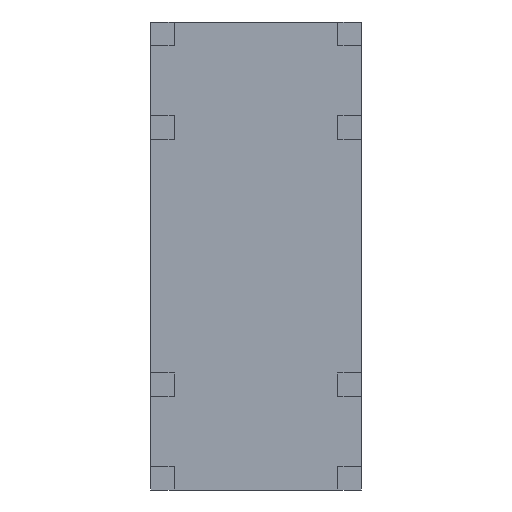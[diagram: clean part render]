
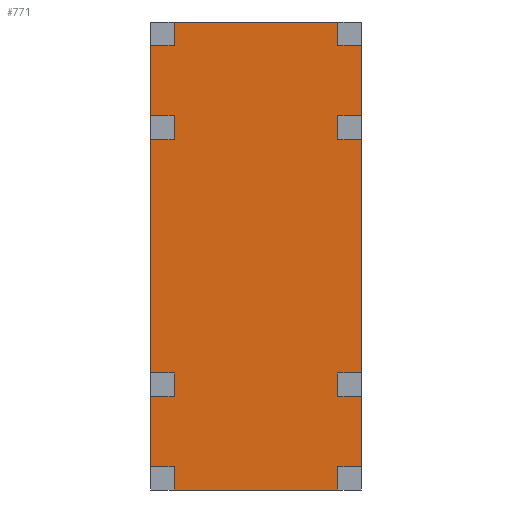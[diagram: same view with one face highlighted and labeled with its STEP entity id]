
A CAD part, front view. The second image highlights one B-rep face of the part: STEP entity #771.
In plain terms, the highlighted planar face has unit normal (0, -1, 0).
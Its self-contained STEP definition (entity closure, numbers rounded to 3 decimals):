
#45=FACE_OUTER_BOUND('',#83,.T.);
#83=EDGE_LOOP('',(#616,#617,#618,#619,#620,#621,#622,#623,#624,#625,#626,
#627,#628,#629,#630,#631,#632,#633,#634,#635,#636,#637,#638,#639,#640,#641,
#642,#643));
#93=LINE('',#1033,#201);
#97=LINE('',#1042,#205);
#103=LINE('',#1054,#211);
#107=LINE('',#1063,#215);
#109=LINE('',#1069,#217);
#113=LINE('',#1078,#221);
#119=LINE('',#1090,#227);
#123=LINE('',#1099,#231);
#125=LINE('',#1105,#233);
#129=LINE('',#1114,#237);
#135=LINE('',#1126,#243);
#139=LINE('',#1135,#247);
#140=LINE('',#1137,#248);
#146=LINE('',#1147,#254);
#148=LINE('',#1149,#256);
#166=LINE('',#1182,#274);
#167=LINE('',#1185,#275);
#170=LINE('',#1190,#278);
#171=LINE('',#1192,#279);
#172=LINE('',#1194,#280);
#174=LINE('',#1198,#282);
#175=LINE('',#1201,#283);
#177=LINE('',#1204,#285);
#178=LINE('',#1206,#286);
#179=LINE('',#1207,#287);
#180=LINE('',#1208,#288);
#181=LINE('',#1209,#289);
#182=LINE('',#1210,#290);
#201=VECTOR('',#846,10.);
#205=VECTOR('',#852,10.);
#211=VECTOR('',#860,10.);
#215=VECTOR('',#866,10.);
#217=VECTOR('',#870,10.);
#221=VECTOR('',#876,10.);
#227=VECTOR('',#884,10.);
#231=VECTOR('',#890,10.);
#233=VECTOR('',#894,10.);
#237=VECTOR('',#900,10.);
#243=VECTOR('',#908,10.);
#247=VECTOR('',#914,10.);
#248=VECTOR('',#917,10.);
#254=VECTOR('',#923,10.);
#256=VECTOR('',#925,10.);
#274=VECTOR('',#961,10.);
#275=VECTOR('',#964,10.);
#278=VECTOR('',#969,10.);
#279=VECTOR('',#972,10.);
#280=VECTOR('',#975,10.);
#282=VECTOR('',#979,10.);
#283=VECTOR('',#982,10.);
#285=VECTOR('',#986,10.);
#286=VECTOR('',#989,10.);
#287=VECTOR('',#990,10.);
#288=VECTOR('',#991,10.);
#289=VECTOR('',#992,10.);
#290=VECTOR('',#993,10.);
#308=VERTEX_POINT('',#1029);
#310=VERTEX_POINT('',#1032);
#312=VERTEX_POINT('',#1038);
#314=VERTEX_POINT('',#1041);
#317=VERTEX_POINT('',#1048);
#319=VERTEX_POINT('',#1052);
#321=VERTEX_POINT('',#1057);
#323=VERTEX_POINT('',#1061);
#324=VERTEX_POINT('',#1065);
#326=VERTEX_POINT('',#1068);
#328=VERTEX_POINT('',#1074);
#330=VERTEX_POINT('',#1077);
#333=VERTEX_POINT('',#1084);
#335=VERTEX_POINT('',#1088);
#337=VERTEX_POINT('',#1093);
#339=VERTEX_POINT('',#1097);
#340=VERTEX_POINT('',#1101);
#342=VERTEX_POINT('',#1104);
#344=VERTEX_POINT('',#1110);
#346=VERTEX_POINT('',#1113);
#349=VERTEX_POINT('',#1120);
#351=VERTEX_POINT('',#1124);
#353=VERTEX_POINT('',#1129);
#355=VERTEX_POINT('',#1133);
#366=VERTEX_POINT('',#1184);
#367=VERTEX_POINT('',#1188);
#368=VERTEX_POINT('',#1196);
#369=VERTEX_POINT('',#1200);
#381=EDGE_CURVE('',#310,#308,#93,.T.);
#385=EDGE_CURVE('',#314,#312,#97,.T.);
#391=EDGE_CURVE('',#319,#317,#103,.T.);
#395=EDGE_CURVE('',#323,#321,#107,.T.);
#397=EDGE_CURVE('',#326,#324,#109,.T.);
#401=EDGE_CURVE('',#330,#328,#113,.T.);
#407=EDGE_CURVE('',#335,#333,#119,.T.);
#411=EDGE_CURVE('',#339,#337,#123,.T.);
#413=EDGE_CURVE('',#342,#340,#125,.T.);
#417=EDGE_CURVE('',#346,#344,#129,.T.);
#423=EDGE_CURVE('',#351,#349,#135,.T.);
#427=EDGE_CURVE('',#355,#353,#139,.T.);
#428=EDGE_CURVE('',#310,#319,#140,.T.);
#434=EDGE_CURVE('',#326,#335,#146,.T.);
#436=EDGE_CURVE('',#342,#351,#148,.T.);
#454=EDGE_CURVE('',#346,#339,#166,.T.);
#455=EDGE_CURVE('',#330,#366,#167,.T.);
#458=EDGE_CURVE('',#367,#323,#170,.T.);
#459=EDGE_CURVE('',#314,#355,#171,.T.);
#460=EDGE_CURVE('',#333,#340,#172,.T.);
#462=EDGE_CURVE('',#368,#324,#174,.T.);
#463=EDGE_CURVE('',#317,#369,#175,.T.);
#465=EDGE_CURVE('',#349,#308,#177,.T.);
#466=EDGE_CURVE('',#368,#366,#178,.T.);
#467=EDGE_CURVE('',#337,#328,#179,.T.);
#468=EDGE_CURVE('',#353,#344,#180,.T.);
#469=EDGE_CURVE('',#321,#312,#181,.T.);
#470=EDGE_CURVE('',#367,#369,#182,.T.);
#616=ORIENTED_EDGE('',*,*,#462,.F.);
#617=ORIENTED_EDGE('',*,*,#466,.T.);
#618=ORIENTED_EDGE('',*,*,#455,.F.);
#619=ORIENTED_EDGE('',*,*,#401,.T.);
#620=ORIENTED_EDGE('',*,*,#467,.F.);
#621=ORIENTED_EDGE('',*,*,#411,.F.);
#622=ORIENTED_EDGE('',*,*,#454,.F.);
#623=ORIENTED_EDGE('',*,*,#417,.T.);
#624=ORIENTED_EDGE('',*,*,#468,.F.);
#625=ORIENTED_EDGE('',*,*,#427,.F.);
#626=ORIENTED_EDGE('',*,*,#459,.F.);
#627=ORIENTED_EDGE('',*,*,#385,.T.);
#628=ORIENTED_EDGE('',*,*,#469,.F.);
#629=ORIENTED_EDGE('',*,*,#395,.F.);
#630=ORIENTED_EDGE('',*,*,#458,.F.);
#631=ORIENTED_EDGE('',*,*,#470,.T.);
#632=ORIENTED_EDGE('',*,*,#463,.F.);
#633=ORIENTED_EDGE('',*,*,#391,.F.);
#634=ORIENTED_EDGE('',*,*,#428,.F.);
#635=ORIENTED_EDGE('',*,*,#381,.T.);
#636=ORIENTED_EDGE('',*,*,#465,.F.);
#637=ORIENTED_EDGE('',*,*,#423,.F.);
#638=ORIENTED_EDGE('',*,*,#436,.F.);
#639=ORIENTED_EDGE('',*,*,#413,.T.);
#640=ORIENTED_EDGE('',*,*,#460,.F.);
#641=ORIENTED_EDGE('',*,*,#407,.F.);
#642=ORIENTED_EDGE('',*,*,#434,.F.);
#643=ORIENTED_EDGE('',*,*,#397,.T.);
#733=PLANE('',#832);
#771=ADVANCED_FACE('',(#45),#733,.T.);
#832=AXIS2_PLACEMENT_3D('',#1205,#987,#988);
#846=DIRECTION('',(-1.,0.,0.));
#852=DIRECTION('',(-1.,0.,0.));
#860=DIRECTION('',(-1.,0.,0.));
#866=DIRECTION('',(-1.,0.,0.));
#870=DIRECTION('',(-1.,0.,0.));
#876=DIRECTION('',(-1.,0.,0.));
#884=DIRECTION('',(-1.,0.,0.));
#890=DIRECTION('',(-1.,0.,0.));
#894=DIRECTION('',(-1.,0.,0.));
#900=DIRECTION('',(-1.,0.,0.));
#908=DIRECTION('',(-1.,0.,0.));
#914=DIRECTION('',(-1.,0.,0.));
#917=DIRECTION('',(0.,0.,-1.));
#923=DIRECTION('',(0.,0.,-1.));
#925=DIRECTION('',(0.,0.,-1.));
#961=DIRECTION('',(0.,0.,1.));
#964=DIRECTION('',(0.,0.,1.));
#969=DIRECTION('',(0.,0.,1.));
#972=DIRECTION('',(0.,0.,1.));
#975=DIRECTION('',(0.,0.,-1.));
#979=DIRECTION('',(0.,0.,-1.));
#982=DIRECTION('',(0.,0.,-1.));
#986=DIRECTION('',(0.,0.,-1.));
#987=DIRECTION('center_axis',(0.,-1.,0.));
#988=DIRECTION('ref_axis',(0.,0.,1.));
#989=DIRECTION('',(-1.,0.,0.));
#990=DIRECTION('',(0.,0.,1.));
#991=DIRECTION('',(0.,0.,1.));
#992=DIRECTION('',(0.,0.,1.));
#993=DIRECTION('',(1.,0.,0.));
#1029=CARTESIAN_POINT('',(-100.,1390.,-1600.));
#1032=CARTESIAN_POINT('',(0.,1390.,-1600.));
#1033=CARTESIAN_POINT('',(0.,1390.,-1600.));
#1038=CARTESIAN_POINT('',(-900.,1390.,-1600.));
#1041=CARTESIAN_POINT('',(-800.,1390.,-1600.));
#1042=CARTESIAN_POINT('',(0.,1390.,-1600.));
#1048=CARTESIAN_POINT('',(-100.,1390.,-1900.));
#1052=CARTESIAN_POINT('',(0.,1390.,-1900.));
#1054=CARTESIAN_POINT('',(0.,1390.,-1900.));
#1057=CARTESIAN_POINT('',(-900.,1390.,-1900.));
#1061=CARTESIAN_POINT('',(-800.,1390.,-1900.));
#1063=CARTESIAN_POINT('',(0.,1390.,-1900.));
#1065=CARTESIAN_POINT('',(-100.,1390.,-100.));
#1068=CARTESIAN_POINT('',(0.,1390.,-100.));
#1069=CARTESIAN_POINT('',(0.,1390.,-100.));
#1074=CARTESIAN_POINT('',(-900.,1390.,-100.));
#1077=CARTESIAN_POINT('',(-800.,1390.,-100.));
#1078=CARTESIAN_POINT('',(0.,1390.,-100.));
#1084=CARTESIAN_POINT('',(-100.,1390.,-400.));
#1088=CARTESIAN_POINT('',(0.,1390.,-400.));
#1090=CARTESIAN_POINT('',(0.,1390.,-400.));
#1093=CARTESIAN_POINT('',(-900.,1390.,-400.));
#1097=CARTESIAN_POINT('',(-800.,1390.,-400.));
#1099=CARTESIAN_POINT('',(0.,1390.,-400.));
#1101=CARTESIAN_POINT('',(-100.,1390.,-500.));
#1104=CARTESIAN_POINT('',(0.,1390.,-500.));
#1105=CARTESIAN_POINT('',(0.,1390.,-500.));
#1110=CARTESIAN_POINT('',(-900.,1390.,-500.));
#1113=CARTESIAN_POINT('',(-800.,1390.,-500.));
#1114=CARTESIAN_POINT('',(0.,1390.,-500.));
#1120=CARTESIAN_POINT('',(-100.,1390.,-1500.));
#1124=CARTESIAN_POINT('',(0.,1390.,-1500.));
#1126=CARTESIAN_POINT('',(0.,1390.,-1500.));
#1129=CARTESIAN_POINT('',(-900.,1390.,-1500.));
#1133=CARTESIAN_POINT('',(-800.,1390.,-1500.));
#1135=CARTESIAN_POINT('',(0.,1390.,-1500.));
#1137=CARTESIAN_POINT('',(0.,1390.,-800.));
#1147=CARTESIAN_POINT('',(0.,1390.,-50.));
#1149=CARTESIAN_POINT('',(0.,1390.,-250.));
#1182=CARTESIAN_POINT('',(-800.,1390.,-2500.));
#1184=CARTESIAN_POINT('',(-800.,1390.,0.));
#1185=CARTESIAN_POINT('',(-800.,1390.,-2500.));
#1188=CARTESIAN_POINT('',(-800.,1390.,-2000.));
#1190=CARTESIAN_POINT('',(-800.,1390.,-2500.));
#1192=CARTESIAN_POINT('',(-800.,1390.,-2500.));
#1194=CARTESIAN_POINT('',(-100.,1390.,-3500.));
#1196=CARTESIAN_POINT('',(-100.,1390.,0.));
#1198=CARTESIAN_POINT('',(-100.,1390.,-3500.));
#1200=CARTESIAN_POINT('',(-100.,1390.,-2000.));
#1201=CARTESIAN_POINT('',(-100.,1390.,-3500.));
#1204=CARTESIAN_POINT('',(-100.,1390.,-3500.));
#1205=CARTESIAN_POINT('Origin',(0.,1390.,-5000.));
#1206=CARTESIAN_POINT('',(0.,1390.,0.));
#1207=CARTESIAN_POINT('',(-900.,1390.,-1050.));
#1208=CARTESIAN_POINT('',(-900.,1390.,-1250.));
#1209=CARTESIAN_POINT('',(-900.,1390.,-1800.));
#1210=CARTESIAN_POINT('',(0.,1390.,-2000.));
